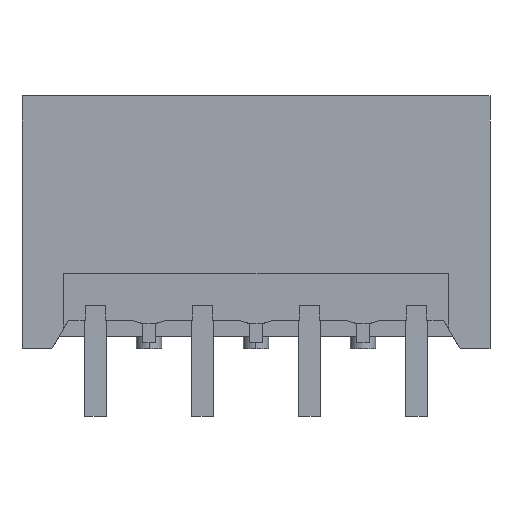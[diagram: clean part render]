
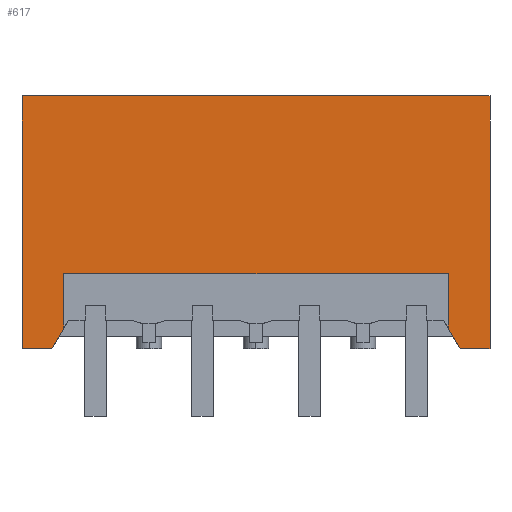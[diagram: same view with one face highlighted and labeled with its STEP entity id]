
A CAD part, front view. The second image highlights one B-rep face of the part: STEP entity #617.
In plain terms, the highlighted planar face has unit normal (0, -1, 0).
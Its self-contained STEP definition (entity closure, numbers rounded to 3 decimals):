
#541=AXIS2_PLACEMENT_3D('Plane Axis2P3D',#538,#539,#540) ;
#43=CARTESIAN_POINT('Vertex',(22.22,0.,15.2)) ;
#46=CARTESIAN_POINT('Line Origine',(22.22,0.,9.2)) ;
#50=CARTESIAN_POINT('Vertex',(22.22,0.,3.2)) ;
#85=CARTESIAN_POINT('Line Origine',(11.11,0.,15.2)) ;
#89=CARTESIAN_POINT('Vertex',(0.,0.,15.2)) ;
#538=CARTESIAN_POINT('Axis2P3D Location',(1.05,0.,3.2)) ;
#543=CARTESIAN_POINT('Line Origine',(0.,0.,9.2)) ;
#547=CARTESIAN_POINT('Vertex',(0.,0.,3.2)) ;
#550=CARTESIAN_POINT('Line Origine',(0.712,0.,3.2)) ;
#554=CARTESIAN_POINT('Vertex',(1.423,0.,3.2)) ;
#557=CARTESIAN_POINT('Line Origine',(1.707,0.,3.691)) ;
#561=CARTESIAN_POINT('Vertex',(1.99,0.,4.181)) ;
#564=CARTESIAN_POINT('Line Origine',(1.99,0.,5.466)) ;
#568=CARTESIAN_POINT('Vertex',(1.99,0.,6.75)) ;
#571=CARTESIAN_POINT('Line Origine',(11.11,0.,6.75)) ;
#575=CARTESIAN_POINT('Vertex',(20.23,0.,6.75)) ;
#578=CARTESIAN_POINT('Line Origine',(20.23,0.,5.466)) ;
#582=CARTESIAN_POINT('Vertex',(20.23,0.,4.181)) ;
#585=CARTESIAN_POINT('Line Origine',(20.513,0.,3.691)) ;
#589=CARTESIAN_POINT('Vertex',(20.797,0.,3.2)) ;
#592=CARTESIAN_POINT('Line Origine',(20.983,0.,3.2)) ;
#596=CARTESIAN_POINT('Vertex',(21.17,0.,3.2)) ;
#599=CARTESIAN_POINT('Line Origine',(21.695,0.,3.2)) ;
#47=DIRECTION('Vector Direction',(0.,0.,-1.)) ;
#86=DIRECTION('Vector Direction',(-1.,0.,0.)) ;
#539=DIRECTION('Axis2P3D Direction',(0.,1.,0.)) ;
#540=DIRECTION('Axis2P3D XDirection',(0.,0.,-1.)) ;
#544=DIRECTION('Vector Direction',(0.,0.,-1.)) ;
#551=DIRECTION('Vector Direction',(1.,0.,0.)) ;
#558=DIRECTION('Vector Direction',(-0.5,0.,-0.866)) ;
#565=DIRECTION('Vector Direction',(0.,0.,-1.)) ;
#572=DIRECTION('Vector Direction',(-1.,0.,0.)) ;
#579=DIRECTION('Vector Direction',(0.,0.,1.)) ;
#586=DIRECTION('Vector Direction',(-0.5,0.,0.866)) ;
#593=DIRECTION('Vector Direction',(1.,0.,0.)) ;
#600=DIRECTION('Vector Direction',(-1.,0.,0.)) ;
#48=VECTOR('Line Direction',#47,1.) ;
#87=VECTOR('Line Direction',#86,1.) ;
#545=VECTOR('Line Direction',#544,1.) ;
#552=VECTOR('Line Direction',#551,1.) ;
#559=VECTOR('Line Direction',#558,1.) ;
#566=VECTOR('Line Direction',#565,1.) ;
#573=VECTOR('Line Direction',#572,1.) ;
#580=VECTOR('Line Direction',#579,1.) ;
#587=VECTOR('Line Direction',#586,1.) ;
#594=VECTOR('Line Direction',#593,1.) ;
#601=VECTOR('Line Direction',#600,1.) ;
#605=ORIENTED_EDGE('',*,*,#91,.T.) ;
#606=ORIENTED_EDGE('',*,*,#549,.T.) ;
#607=ORIENTED_EDGE('',*,*,#556,.T.) ;
#608=ORIENTED_EDGE('',*,*,#563,.F.) ;
#609=ORIENTED_EDGE('',*,*,#570,.F.) ;
#610=ORIENTED_EDGE('',*,*,#577,.F.) ;
#611=ORIENTED_EDGE('',*,*,#584,.F.) ;
#612=ORIENTED_EDGE('',*,*,#591,.F.) ;
#613=ORIENTED_EDGE('',*,*,#598,.T.) ;
#614=ORIENTED_EDGE('',*,*,#603,.F.) ;
#615=ORIENTED_EDGE('',*,*,#52,.F.) ;
#617=ADVANCED_FACE('Body',(#616),#542,.F.) ;
#52=EDGE_CURVE('',#44,#51,#49,.T.) ;
#91=EDGE_CURVE('',#44,#90,#88,.T.) ;
#549=EDGE_CURVE('',#90,#548,#546,.T.) ;
#556=EDGE_CURVE('',#548,#555,#553,.T.) ;
#563=EDGE_CURVE('',#562,#555,#560,.T.) ;
#570=EDGE_CURVE('',#569,#562,#567,.T.) ;
#577=EDGE_CURVE('',#576,#569,#574,.T.) ;
#584=EDGE_CURVE('',#583,#576,#581,.T.) ;
#591=EDGE_CURVE('',#590,#583,#588,.T.) ;
#598=EDGE_CURVE('',#590,#597,#595,.T.) ;
#603=EDGE_CURVE('',#51,#597,#602,.T.) ;
#604=EDGE_LOOP('',(#605,#606,#607,#608,#609,#610,#611,#612,#613,#614,#615)) ;
#616=FACE_OUTER_BOUND('',#604,.T.) ;
#49=LINE('Line',#46,#48) ;
#88=LINE('Line',#85,#87) ;
#546=LINE('Line',#543,#545) ;
#553=LINE('Line',#550,#552) ;
#560=LINE('Line',#557,#559) ;
#567=LINE('Line',#564,#566) ;
#574=LINE('Line',#571,#573) ;
#581=LINE('Line',#578,#580) ;
#588=LINE('Line',#585,#587) ;
#595=LINE('Line',#592,#594) ;
#602=LINE('Line',#599,#601) ;
#542=PLANE('',#541) ;
#44=VERTEX_POINT('',#43) ;
#51=VERTEX_POINT('',#50) ;
#90=VERTEX_POINT('',#89) ;
#548=VERTEX_POINT('',#547) ;
#555=VERTEX_POINT('',#554) ;
#562=VERTEX_POINT('',#561) ;
#569=VERTEX_POINT('',#568) ;
#576=VERTEX_POINT('',#575) ;
#583=VERTEX_POINT('',#582) ;
#590=VERTEX_POINT('',#589) ;
#597=VERTEX_POINT('',#596) ;
